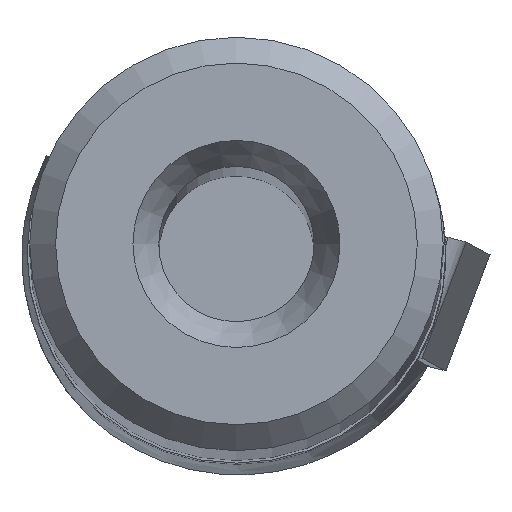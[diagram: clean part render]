
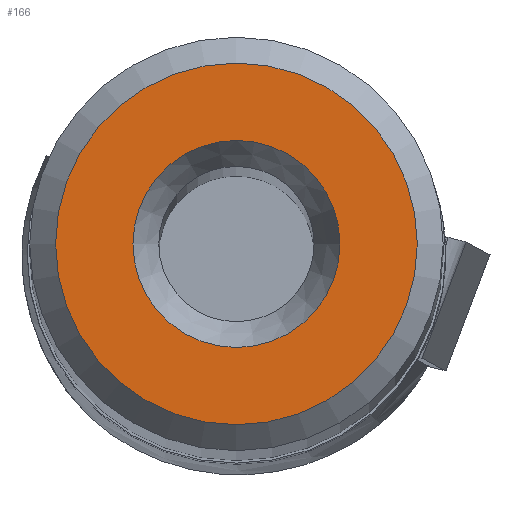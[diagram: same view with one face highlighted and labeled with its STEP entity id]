
A CAD part, top view. The second image highlights one B-rep face of the part: STEP entity #166.
In plain terms, the highlighted planar face has unit normal (0, 0, 1).
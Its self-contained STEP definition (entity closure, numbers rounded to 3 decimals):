
#166=ADVANCED_FACE('',(#291,#292),#196,.T.);
#196=PLANE('',#818);
#291=FACE_BOUND('',#336,.T.);
#292=FACE_BOUND('',#337,.T.);
#336=EDGE_LOOP('',(#445));
#337=EDGE_LOOP('',(#446));
#445=ORIENTED_EDGE('',*,*,#634,.T.);
#446=ORIENTED_EDGE('',*,*,#635,.F.);
#566=VERTEX_POINT('',#1301);
#567=VERTEX_POINT('',#1303);
#634=EDGE_CURVE('',#566,#566,#686,.T.);
#635=EDGE_CURVE('',#567,#567,#687,.T.);
#686=CIRCLE('',#816,2.);
#687=CIRCLE('',#817,3.494);
#816=AXIS2_PLACEMENT_3D('',#1300,#963,#964);
#817=AXIS2_PLACEMENT_3D('',#1302,#965,#966);
#818=AXIS2_PLACEMENT_3D('',#1304,#967,#968);
#963=DIRECTION('',(0.,0.,-1.));
#964=DIRECTION('',(-1.,0.,0.));
#965=DIRECTION('',(0.,0.,-1.));
#966=DIRECTION('',(-1.,0.,0.));
#967=DIRECTION('',(0.,0.,1.));
#968=DIRECTION('',(-1.,0.,0.));
#1300=CARTESIAN_POINT('',(0.,0.,0.));
#1301=CARTESIAN_POINT('',(-2.,0.,0.));
#1302=CARTESIAN_POINT('',(0.,0.,0.));
#1303=CARTESIAN_POINT('',(-3.494,0.,0.));
#1304=CARTESIAN_POINT('',(0.,0.,0.));
